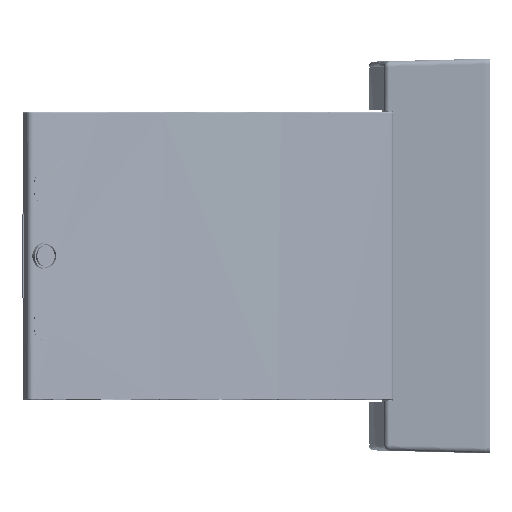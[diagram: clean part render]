
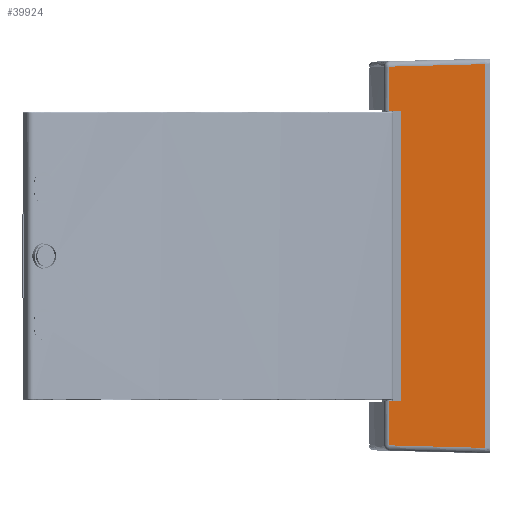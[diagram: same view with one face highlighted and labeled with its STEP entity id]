
A CAD part, left-side view. The second image highlights one B-rep face of the part: STEP entity #39924.
In plain terms, the highlighted planar face has unit normal (-1, 0.026, 0).
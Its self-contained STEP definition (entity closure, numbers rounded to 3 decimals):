
#4025=ORIENTED_EDGE('',*,*,#14573,.T.);
#4026=ORIENTED_EDGE('',*,*,#14649,.F.);
#4027=ORIENTED_EDGE('',*,*,#14650,.F.);
#4028=ORIENTED_EDGE('',*,*,#14651,.T.);
#4029=ORIENTED_EDGE('',*,*,#14643,.T.);
#4030=ORIENTED_EDGE('',*,*,#14652,.T.);
#4031=ORIENTED_EDGE('',*,*,#14557,.F.);
#4032=ORIENTED_EDGE('',*,*,#14565,.F.);
#14557=EDGE_CURVE('',#19909,#19911,#23906,.T.);
#14565=EDGE_CURVE('',#19914,#19909,#23909,.T.);
#14573=EDGE_CURVE('',#19914,#19919,#23915,.T.);
#14643=EDGE_CURVE('',#19954,#19957,#23968,.T.);
#14649=EDGE_CURVE('',#19959,#19919,#23970,.T.);
#14650=EDGE_CURVE('',#19960,#19959,#23971,.T.);
#14651=EDGE_CURVE('',#19960,#19954,#23972,.T.);
#14652=EDGE_CURVE('',#19957,#19911,#23973,.T.);
#19909=VERTEX_POINT('',#61976);
#19911=VERTEX_POINT('',#61979);
#19914=VERTEX_POINT('',#62037);
#19919=VERTEX_POINT('',#62057);
#19954=VERTEX_POINT('',#62199);
#19957=VERTEX_POINT('',#62207);
#19959=VERTEX_POINT('',#62260);
#19960=VERTEX_POINT('',#62262);
#23906=LINE('',#61978,#27002);
#23909=LINE('',#62036,#27005);
#23915=LINE('',#62058,#27011);
#23968=LINE('',#62208,#27064);
#23970=LINE('',#62259,#27066);
#23971=LINE('',#62261,#27067);
#23972=LINE('',#62263,#27068);
#23973=LINE('',#62264,#27069);
#27002=VECTOR('',#50207,1000.);
#27005=VECTOR('',#50222,1000.);
#27011=VECTOR('',#50232,1000.);
#27064=VECTOR('',#50371,1000.);
#27066=VECTOR('',#50385,1000.);
#27067=VECTOR('',#50386,1000.);
#27068=VECTOR('',#50387,1000.);
#27069=VECTOR('',#50388,1000.);
#30095=EDGE_LOOP('',(#4025,#4026,#4027,#4028,#4029,#4030,#4031,#4032));
#34453=FACE_BOUND('',#30095,.T.);
#38727=PLANE('',#45659);
#39924=ADVANCED_FACE('',(#34453),#38727,.T.);
#45659=AXIS2_PLACEMENT_3D('',#62258,#50383,#50384);
#50207=DIRECTION('',(-0.026,-0.999,0.026));
#50222=DIRECTION('',(0.,0.,1.));
#50232=DIRECTION('',(-0.026,-0.999,-0.026));
#50371=DIRECTION('',(-0.026,-0.999,-0.026));
#50383=DIRECTION('',(-1.,0.026,0.));
#50384=DIRECTION('',(-0.026,-1.,0.));
#50385=DIRECTION('',(0.,0.,1.));
#50386=DIRECTION('',(-0.026,-0.999,0.026));
#50387=DIRECTION('',(0.,0.,-1.));
#50388=DIRECTION('',(0.,0.,1.));
#61976=CARTESIAN_POINT('',(-195.612,87.393,173.013));
#61978=CARTESIAN_POINT('',(-197.903,-0.131,175.305));
#61979=CARTESIAN_POINT('',(-197.9,0.,175.302));
#62036=CARTESIAN_POINT('',(-195.612,87.393,180.3));
#62037=CARTESIAN_POINT('',(-195.612,87.393,132.772));
#62057=CARTESIAN_POINT('',(-195.884,77.002,132.5));
#62058=CARTESIAN_POINT('',(-195.717,83.36,132.666));
#62199=CARTESIAN_POINT('',(-195.612,87.393,-173.013));
#62207=CARTESIAN_POINT('',(-197.9,0.,-175.302));
#62208=CARTESIAN_POINT('',(-197.903,-0.131,-175.305));
#62258=CARTESIAN_POINT('',(-195.503,91.55,-180.3));
#62259=CARTESIAN_POINT('',(-195.884,77.002,-132.5));
#62260=CARTESIAN_POINT('',(-195.884,77.002,-132.5));
#62261=CARTESIAN_POINT('',(-195.884,77.002,-132.5));
#62262=CARTESIAN_POINT('',(-195.612,87.393,-132.772));
#62263=CARTESIAN_POINT('',(-195.612,87.393,-180.3));
#62264=CARTESIAN_POINT('',(-197.9,0.,-180.3));
